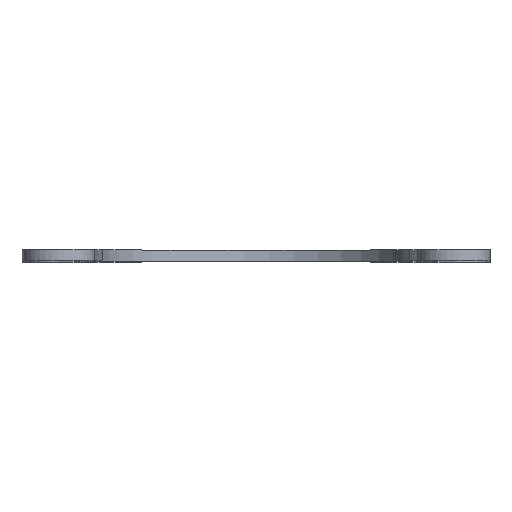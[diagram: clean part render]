
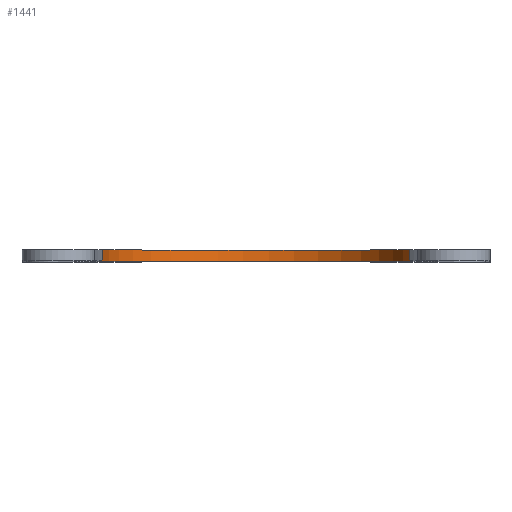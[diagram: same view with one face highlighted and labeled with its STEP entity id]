
A CAD part, top view. The second image highlights one B-rep face of the part: STEP entity #1441.
In plain terms, the highlighted cylindrical face has radius 27.975 mm (diameter 55.95 mm), a partial arc.
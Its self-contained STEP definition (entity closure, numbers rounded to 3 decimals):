
#131=FACE_OUTER_BOUND('',#202,.T.);
#202=EDGE_LOOP('',(#1118,#1119,#1120,#1121));
#343=LINE('',#2437,#432);
#344=LINE('',#2443,#433);
#432=VECTOR('',#2001,10.);
#433=VECTOR('',#2008,10.);
#539=CIRCLE('',#1611,27.975);
#540=CIRCLE('',#1612,27.975);
#672=VERTEX_POINT('',#2431);
#674=VERTEX_POINT('',#2435);
#675=VERTEX_POINT('',#2439);
#676=VERTEX_POINT('',#2441);
#861=EDGE_CURVE('',#672,#674,#343,.T.);
#862=EDGE_CURVE('',#672,#675,#539,.T.);
#863=EDGE_CURVE('',#676,#674,#540,.T.);
#864=EDGE_CURVE('',#675,#676,#344,.T.);
#1118=ORIENTED_EDGE('',*,*,#862,.F.);
#1119=ORIENTED_EDGE('',*,*,#861,.T.);
#1120=ORIENTED_EDGE('',*,*,#863,.F.);
#1121=ORIENTED_EDGE('',*,*,#864,.F.);
#1374=CYLINDRICAL_SURFACE('',#1610,27.975);
#1441=ADVANCED_FACE('',(#131),#1374,.F.);
#1610=AXIS2_PLACEMENT_3D('',#2438,#2002,#2003);
#1611=AXIS2_PLACEMENT_3D('',#2440,#2004,#2005);
#1612=AXIS2_PLACEMENT_3D('',#2442,#2006,#2007);
#2001=DIRECTION('',(0.,1.,0.));
#2002=DIRECTION('center_axis',(0.,1.,0.));
#2003=DIRECTION('ref_axis',(0.986,0.,-0.169));
#2004=DIRECTION('center_axis',(0.,1.,0.));
#2005=DIRECTION('ref_axis',(0.986,0.,-0.169));
#2006=DIRECTION('center_axis',(0.,-1.,0.));
#2007=DIRECTION('ref_axis',(0.986,0.,-0.169));
#2008=DIRECTION('',(0.,1.,0.));
#2431=CARTESIAN_POINT('',(27.571,0.,58.24));
#2435=CARTESIAN_POINT('',(27.571,2.,58.24));
#2437=CARTESIAN_POINT('',(27.571,0.,58.24));
#2438=CARTESIAN_POINT('Origin',(0.,0.,62.975));
#2439=CARTESIAN_POINT('',(-27.571,0.,58.24));
#2440=CARTESIAN_POINT('Origin',(0.,0.,62.975));
#2441=CARTESIAN_POINT('',(-27.571,2.,58.24));
#2442=CARTESIAN_POINT('Origin',(0.,2.,62.975));
#2443=CARTESIAN_POINT('',(-27.571,0.,58.24));
